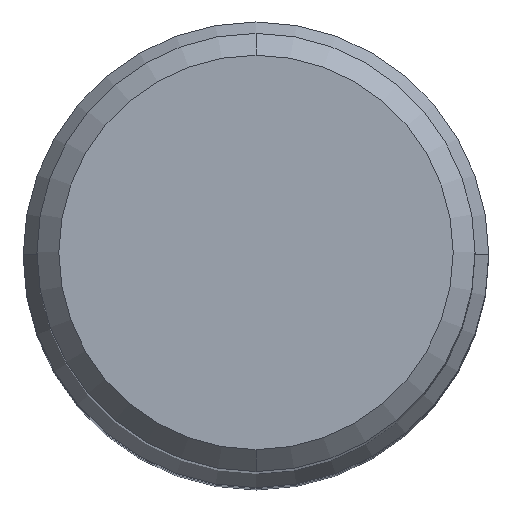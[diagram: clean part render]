
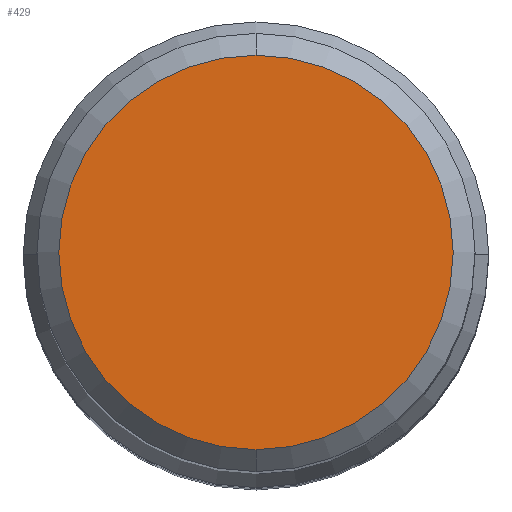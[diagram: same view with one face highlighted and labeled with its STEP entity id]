
A CAD part, top view. The second image highlights one B-rep face of the part: STEP entity #429.
In plain terms, the highlighted planar face has unit normal (0, 0, 1).
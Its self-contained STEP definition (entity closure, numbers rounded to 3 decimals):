
#347=EDGE_CURVE('',#501,#433,#726,.T.);
#429=ADVANCED_FACE('',(#812),#813,.T.);
#433=VERTEX_POINT('',#817);
#501=VERTEX_POINT('',#893);
#537=EDGE_CURVE('',#433,#501,#934,.T.);
#726=CIRCLE('',#1254,7.2);
#812=FACE_OUTER_BOUND('',#1521,.T.);
#813=PLANE('',#1522);
#817=CARTESIAN_POINT('',(0.,-7.2,0.0));
#893=CARTESIAN_POINT('',(0.0,7.2,0.0));
#934=CIRCLE('',#1715,7.2);
#1254=AXIS2_PLACEMENT_3D('',#1922,#1923,#1924);
#1521=EDGE_LOOP('',(#1999,#2000));
#1522=AXIS2_PLACEMENT_3D('',#2001,#2002,#2003);
#1715=AXIS2_PLACEMENT_3D('',#2145,#2146,#2147);
#1922=CARTESIAN_POINT('',(0.0,0.0,0.0));
#1923=DIRECTION('',(0.0,0.0,-1.0));
#1924=DIRECTION('',(0.0,1.0,0.0));
#1999=ORIENTED_EDGE('',*,*,#347,.F.);
#2000=ORIENTED_EDGE('',*,*,#537,.F.);
#2001=CARTESIAN_POINT('',(0.0,3.6,0.0));
#2002=DIRECTION('',(-0.0,0.0,1.0));
#2003=DIRECTION('',(0.0,-1.0,0.0));
#2145=CARTESIAN_POINT('',(0.0,0.0,0.0));
#2146=DIRECTION('',(0.0,0.0,-1.0));
#2147=DIRECTION('',(0.0,1.0,0.0));
